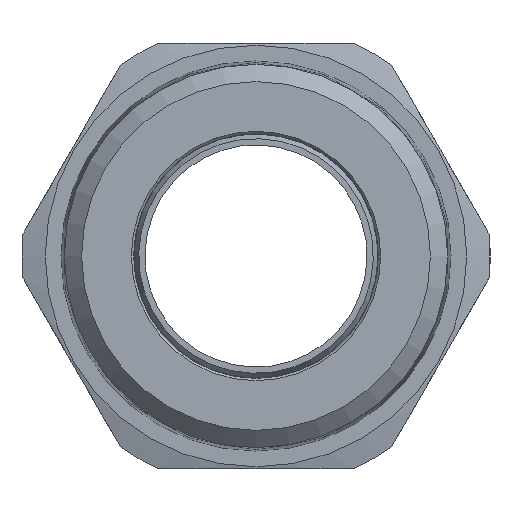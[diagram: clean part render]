
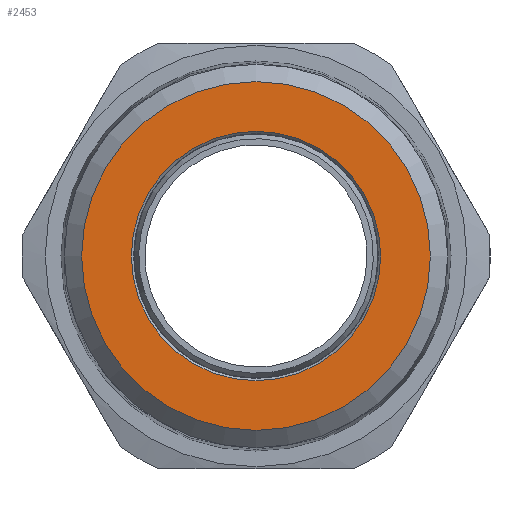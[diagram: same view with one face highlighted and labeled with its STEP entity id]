
A CAD part, left-side view. The second image highlights one B-rep face of the part: STEP entity #2453.
In plain terms, the highlighted planar face has unit normal (-1, 0, 0).
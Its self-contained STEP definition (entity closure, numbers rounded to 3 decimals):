
#146 = EDGE_LOOP ( 'NONE', ( #2028 ) ) ;
#170 = PLANE ( 'NONE',  #393 ) ;
#264 = DIRECTION ( 'NONE',  ( 0., 0., 1. ) ) ;
#393 = AXIS2_PLACEMENT_3D ( 'NONE', #482, #2465, #264 ) ;
#432 = CIRCLE ( 'NONE', #938, 13.475 ) ;
#482 = CARTESIAN_POINT ( 'NONE',  ( 1., 0., 0. ) ) ;
#507 = CARTESIAN_POINT ( 'NONE',  ( 1., 0., 18.842 ) ) ;
#525 = CARTESIAN_POINT ( 'NONE',  ( 1., 0., 13.475 ) ) ;
#938 = AXIS2_PLACEMENT_3D ( 'NONE', #1216, #1221, #1224 ) ;
#1060 = FACE_OUTER_BOUND ( 'NONE', #1608, .T. ) ;
#1071 = ORIENTED_EDGE ( 'NONE', *, *, #1646, .T. ) ;
#1188 = VERTEX_POINT ( 'NONE', #525 ) ;
#1216 = CARTESIAN_POINT ( 'NONE',  ( 1., 0., 0. ) ) ;
#1221 = DIRECTION ( 'NONE',  ( 1., 0., 0. ) ) ;
#1224 = DIRECTION ( 'NONE',  ( 0., 0., 1. ) ) ;
#1310 = AXIS2_PLACEMENT_3D ( 'NONE', #2368, #2364, #2360 ) ;
#1608 = EDGE_LOOP ( 'NONE', ( #1071 ) ) ;
#1646 = EDGE_CURVE ( 'NONE', #2210, #2210, #2534, .T. ) ;
#2028 = ORIENTED_EDGE ( 'NONE', *, *, #2099, .T. ) ;
#2099 = EDGE_CURVE ( 'NONE', #1188, #1188, #432, .T. ) ;
#2210 = VERTEX_POINT ( 'NONE', #507 ) ;
#2360 = DIRECTION ( 'NONE',  ( 0., 0., 1. ) ) ;
#2364 = DIRECTION ( 'NONE',  ( -1., 0., 0. ) ) ;
#2368 = CARTESIAN_POINT ( 'NONE',  ( 1., 0., 0. ) ) ;
#2453 = ADVANCED_FACE ( 'NONE', ( #2569, #1060 ), #170, .T. ) ;
#2465 = DIRECTION ( 'NONE',  ( -1., 0., 0. ) ) ;
#2534 = CIRCLE ( 'NONE', #1310, 18.842 ) ;
#2569 = FACE_BOUND ( 'NONE', #146, .T. ) ;
